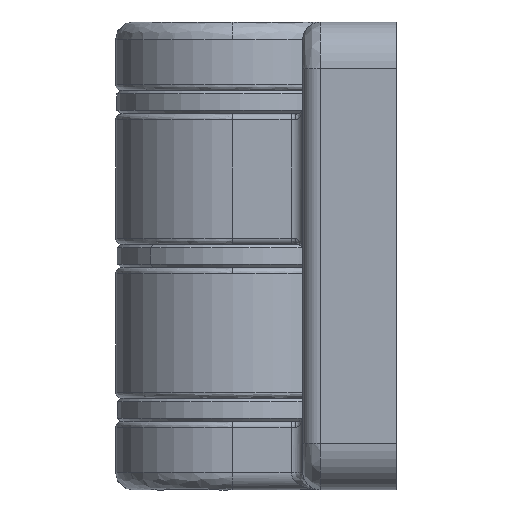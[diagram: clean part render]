
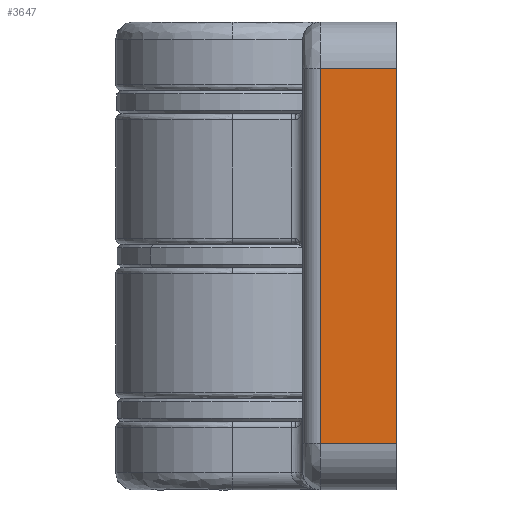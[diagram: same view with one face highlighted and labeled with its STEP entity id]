
A CAD part, left-side view. The second image highlights one B-rep face of the part: STEP entity #3647.
In plain terms, the highlighted planar face has unit normal (-1, 0, 0).
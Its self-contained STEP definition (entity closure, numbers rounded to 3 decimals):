
#339 = VECTOR ( 'NONE', #1902, 1000. ) ;
#677 = DIRECTION ( 'NONE',  ( 0., 1., 0. ) ) ;
#763 = CARTESIAN_POINT ( 'NONE',  ( -40., 6.5, 16. ) ) ;
#857 = LINE ( 'NONE', #2810, #3562 ) ;
#957 = DIRECTION ( 'NONE',  ( 0., -1., 0. ) ) ;
#1051 = CARTESIAN_POINT ( 'NONE',  ( -40., 6.5, -16. ) ) ;
#1159 = ORIENTED_EDGE ( 'NONE', *, *, #3721, .T. ) ;
#1253 = ORIENTED_EDGE ( 'NONE', *, *, #2732, .F. ) ;
#1336 = DIRECTION ( 'NONE',  ( 0., 0., -1. ) ) ;
#1338 = EDGE_CURVE ( 'NONE', #2207, #4519, #1730, .T. ) ;
#1458 = VECTOR ( 'NONE', #1336, 1000. ) ;
#1558 = VERTEX_POINT ( 'NONE', #1051 ) ;
#1678 = PLANE ( 'NONE',  #3930 ) ;
#1708 = CARTESIAN_POINT ( 'NONE',  ( -40., 0., 16. ) ) ;
#1730 = LINE ( 'NONE', #4458, #2191 ) ;
#1902 = DIRECTION ( 'NONE',  ( 0., 0., -1. ) ) ;
#2016 = LINE ( 'NONE', #2777, #1458 ) ;
#2047 = CARTESIAN_POINT ( 'NONE',  ( -40., 8., -20. ) ) ;
#2191 = VECTOR ( 'NONE', #957, 1000. ) ;
#2207 = VERTEX_POINT ( 'NONE', #763 ) ;
#2248 = FACE_OUTER_BOUND ( 'NONE', #3628, .T. ) ;
#2732 = EDGE_CURVE ( 'NONE', #4473, #1558, #857, .T. ) ;
#2777 = CARTESIAN_POINT ( 'NONE',  ( -40., 6.5, -20. ) ) ;
#2810 = CARTESIAN_POINT ( 'NONE',  ( -40., 8., -16. ) ) ;
#2978 = EDGE_CURVE ( 'NONE', #4519, #4473, #4229, .T. ) ;
#3094 = DIRECTION ( 'NONE',  ( 0., 0., 1. ) ) ;
#3312 = CARTESIAN_POINT ( 'NONE',  ( -40., 0., -20. ) ) ;
#3459 = CARTESIAN_POINT ( 'NONE',  ( -40., 0., -16. ) ) ;
#3562 = VECTOR ( 'NONE', #677, 1000. ) ;
#3628 = EDGE_LOOP ( 'NONE', ( #1253, #4451, #4234, #1159 ) ) ;
#3647 = ADVANCED_FACE ( 'NONE', ( #2248 ), #1678, .T. ) ;
#3721 = EDGE_CURVE ( 'NONE', #2207, #1558, #2016, .T. ) ;
#3930 = AXIS2_PLACEMENT_3D ( 'NONE', #2047, #4182, #3094 ) ;
#4182 = DIRECTION ( 'NONE',  ( -1., 0., 0. ) ) ;
#4229 = LINE ( 'NONE', #3312, #339 ) ;
#4234 = ORIENTED_EDGE ( 'NONE', *, *, #1338, .F. ) ;
#4451 = ORIENTED_EDGE ( 'NONE', *, *, #2978, .F. ) ;
#4458 = CARTESIAN_POINT ( 'NONE',  ( -40., 14., 16. ) ) ;
#4473 = VERTEX_POINT ( 'NONE', #3459 ) ;
#4519 = VERTEX_POINT ( 'NONE', #1708 ) ;
